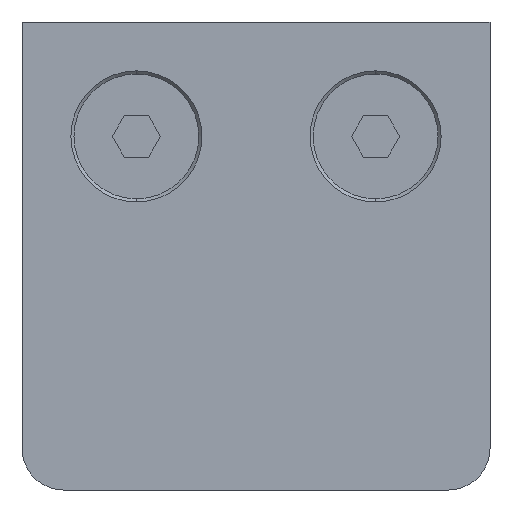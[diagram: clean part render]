
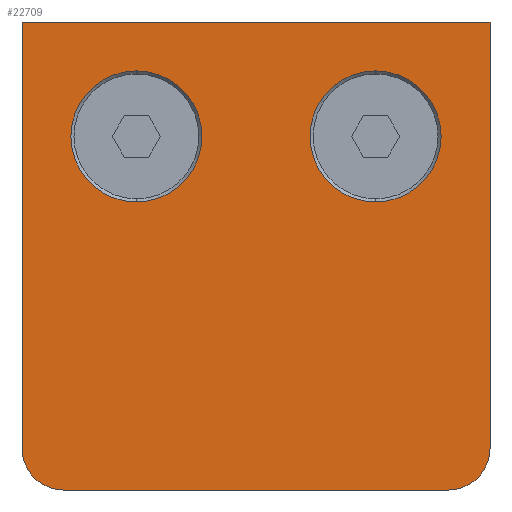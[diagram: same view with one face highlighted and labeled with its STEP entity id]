
A CAD part, front view. The second image highlights one B-rep face of the part: STEP entity #22709.
In plain terms, the highlighted planar face has unit normal (0, -1, 0).
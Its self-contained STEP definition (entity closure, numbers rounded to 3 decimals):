
#107 = CARTESIAN_POINT ( 'NONE',  ( -11.5, 0.5, -4.7 ) ) ;
#361 = LINE ( 'NONE', #8405, #22287 ) ;
#781 = DIRECTION ( 'NONE',  ( 0., 0., -1. ) ) ;
#893 = EDGE_CURVE ( 'NONE', #11831, #18222, #3918, .T. ) ;
#908 = AXIS2_PLACEMENT_3D ( 'NONE', #25493, #24062, #20536 ) ;
#977 = ORIENTED_EDGE ( 'NONE', *, *, #18005, .F. ) ;
#1021 = DIRECTION ( 'NONE',  ( 0., 0., -1. ) ) ;
#1054 = AXIS2_PLACEMENT_3D ( 'NONE', #21764, #11897, #1619 ) ;
#1056 = DIRECTION ( 'NONE',  ( 0., 0., -1. ) ) ;
#1313 = DIRECTION ( 'NONE',  ( 0., 1., 0. ) ) ;
#1619 = DIRECTION ( 'NONE',  ( 0., 0., -1. ) ) ;
#2100 = CIRCLE ( 'NONE', #10823, 4. ) ;
#2563 = AXIS2_PLACEMENT_3D ( 'NONE', #6864, #19072, #1021 ) ;
#2595 = VERTEX_POINT ( 'NONE', #12426 ) ;
#2746 = EDGE_CURVE ( 'NONE', #25511, #2595, #6436, .T. ) ;
#3465 = VERTEX_POINT ( 'NONE', #15963 ) ;
#3491 = PLANE ( 'NONE',  #16373 ) ;
#3596 = ORIENTED_EDGE ( 'NONE', *, *, #893, .F. ) ;
#3815 = DIRECTION ( 'NONE',  ( 0., 0., -1. ) ) ;
#3918 = CIRCLE ( 'NONE', #10541, 6.3 ) ;
#4183 = CARTESIAN_POINT ( 'NONE',  ( -18.5, 0.5, -45. ) ) ;
#4211 = CARTESIAN_POINT ( 'NONE',  ( 11.5, 0.5, -4.7 ) ) ;
#5627 = AXIS2_PLACEMENT_3D ( 'NONE', #13142, #1313, #1056 ) ;
#5748 = VERTEX_POINT ( 'NONE', #10445 ) ;
#6386 = LINE ( 'NONE', #17968, #6605 ) ;
#6436 = CIRCLE ( 'NONE', #1054, 6.3 ) ;
#6605 = VECTOR ( 'NONE', #3815, 1000. ) ;
#6864 = CARTESIAN_POINT ( 'NONE',  ( 11.5, 0.5, -11. ) ) ;
#7150 = VECTOR ( 'NONE', #12714, 1000. ) ;
#7533 = ORIENTED_EDGE ( 'NONE', *, *, #17175, .F. ) ;
#7958 = CARTESIAN_POINT ( 'NONE',  ( -11.5, 0.5, -11. ) ) ;
#8018 = EDGE_CURVE ( 'NONE', #25485, #20191, #361, .T. ) ;
#8103 = EDGE_LOOP ( 'NONE', ( #3596, #25448 ) ) ;
#8405 = CARTESIAN_POINT ( 'NONE',  ( -22.5, 0.5, 0. ) ) ;
#9804 = CARTESIAN_POINT ( 'NONE',  ( -22.5, 0.5, -41. ) ) ;
#9950 = ORIENTED_EDGE ( 'NONE', *, *, #2746, .F. ) ;
#10445 = CARTESIAN_POINT ( 'NONE',  ( 22.5, 0.5, 0. ) ) ;
#10541 = AXIS2_PLACEMENT_3D ( 'NONE', #7958, #13423, #13556 ) ;
#10761 = LINE ( 'NONE', #21034, #7150 ) ;
#10823 = AXIS2_PLACEMENT_3D ( 'NONE', #24679, #14929, #781 ) ;
#11831 = VERTEX_POINT ( 'NONE', #21911 ) ;
#11897 = DIRECTION ( 'NONE',  ( 0., -1., 0. ) ) ;
#12033 = ORIENTED_EDGE ( 'NONE', *, *, #15163, .F. ) ;
#12241 = EDGE_CURVE ( 'NONE', #5748, #3465, #6386, .T. ) ;
#12426 = CARTESIAN_POINT ( 'NONE',  ( 11.5, 0.5, -17.3 ) ) ;
#12714 = DIRECTION ( 'NONE',  ( 1., 0., 0. ) ) ;
#13142 = CARTESIAN_POINT ( 'NONE',  ( 18.5, 0.5, -41. ) ) ;
#13333 = ORIENTED_EDGE ( 'NONE', *, *, #21322, .F. ) ;
#13423 = DIRECTION ( 'NONE',  ( 0., -1., 0. ) ) ;
#13501 = CARTESIAN_POINT ( 'NONE',  ( -18.5, 0.5, -41. ) ) ;
#13556 = DIRECTION ( 'NONE',  ( 0., 0., -1. ) ) ;
#13929 = EDGE_LOOP ( 'NONE', ( #977, #9950 ) ) ;
#14929 = DIRECTION ( 'NONE',  ( 0., 1., 0. ) ) ;
#15069 = CARTESIAN_POINT ( 'NONE',  ( -22.5, 0.5, 0. ) ) ;
#15163 = EDGE_CURVE ( 'NONE', #23790, #25485, #2100, .T. ) ;
#15319 = DIRECTION ( 'NONE',  ( 0., -1., 0. ) ) ;
#15766 = DIRECTION ( 'NONE',  ( -1., 0., 0. ) ) ;
#15963 = CARTESIAN_POINT ( 'NONE',  ( 22.5, 0.5, -41. ) ) ;
#16373 = AXIS2_PLACEMENT_3D ( 'NONE', #13501, #15319, #19344 ) ;
#16729 = EDGE_CURVE ( 'NONE', #18222, #11831, #23312, .T. ) ;
#16797 = ORIENTED_EDGE ( 'NONE', *, *, #8018, .F. ) ;
#17175 = EDGE_CURVE ( 'NONE', #20191, #5748, #10761, .T. ) ;
#17437 = ORIENTED_EDGE ( 'NONE', *, *, #20062, .F. ) ;
#17968 = CARTESIAN_POINT ( 'NONE',  ( 22.5, 0.5, 0. ) ) ;
#18005 = EDGE_CURVE ( 'NONE', #2595, #25511, #22923, .T. ) ;
#18180 = VERTEX_POINT ( 'NONE', #21801 ) ;
#18222 = VERTEX_POINT ( 'NONE', #107 ) ;
#18995 = ORIENTED_EDGE ( 'NONE', *, *, #12241, .F. ) ;
#19072 = DIRECTION ( 'NONE',  ( 0., -1., 0. ) ) ;
#19344 = DIRECTION ( 'NONE',  ( 0., 0., -1. ) ) ;
#19647 = VECTOR ( 'NONE', #15766, 1000. ) ;
#20062 = EDGE_CURVE ( 'NONE', #18180, #23790, #21986, .T. ) ;
#20101 = DIRECTION ( 'NONE',  ( 0., 0., 1. ) ) ;
#20191 = VERTEX_POINT ( 'NONE', #15069 ) ;
#20536 = DIRECTION ( 'NONE',  ( 0., 0., -1. ) ) ;
#21034 = CARTESIAN_POINT ( 'NONE',  ( -22.5, 0.5, 0. ) ) ;
#21322 = EDGE_CURVE ( 'NONE', #3465, #18180, #21760, .T. ) ;
#21760 = CIRCLE ( 'NONE', #5627, 4. ) ;
#21764 = CARTESIAN_POINT ( 'NONE',  ( 11.5, 0.5, -11. ) ) ;
#21801 = CARTESIAN_POINT ( 'NONE',  ( 18.5, 0.5, -45. ) ) ;
#21911 = CARTESIAN_POINT ( 'NONE',  ( -11.5, 0.5, -17.3 ) ) ;
#21986 = LINE ( 'NONE', #4183, #19647 ) ;
#22287 = VECTOR ( 'NONE', #20101, 1000. ) ;
#22709 = ADVANCED_FACE ( 'NONE', ( #25196, #25059, #23508 ), #3491, .T. ) ;
#22923 = CIRCLE ( 'NONE', #2563, 6.3 ) ;
#23312 = CIRCLE ( 'NONE', #908, 6.3 ) ;
#23508 = FACE_OUTER_BOUND ( 'NONE', #24682, .T. ) ;
#23790 = VERTEX_POINT ( 'NONE', #25174 ) ;
#24062 = DIRECTION ( 'NONE',  ( 0., -1., 0. ) ) ;
#24679 = CARTESIAN_POINT ( 'NONE',  ( -18.5, 0.5, -41. ) ) ;
#24682 = EDGE_LOOP ( 'NONE', ( #16797, #12033, #17437, #13333, #18995, #7533 ) ) ;
#25059 = FACE_BOUND ( 'NONE', #8103, .T. ) ;
#25174 = CARTESIAN_POINT ( 'NONE',  ( -18.5, 0.5, -45. ) ) ;
#25196 = FACE_BOUND ( 'NONE', #13929, .T. ) ;
#25448 = ORIENTED_EDGE ( 'NONE', *, *, #16729, .F. ) ;
#25485 = VERTEX_POINT ( 'NONE', #9804 ) ;
#25493 = CARTESIAN_POINT ( 'NONE',  ( -11.5, 0.5, -11. ) ) ;
#25511 = VERTEX_POINT ( 'NONE', #4211 ) ;
